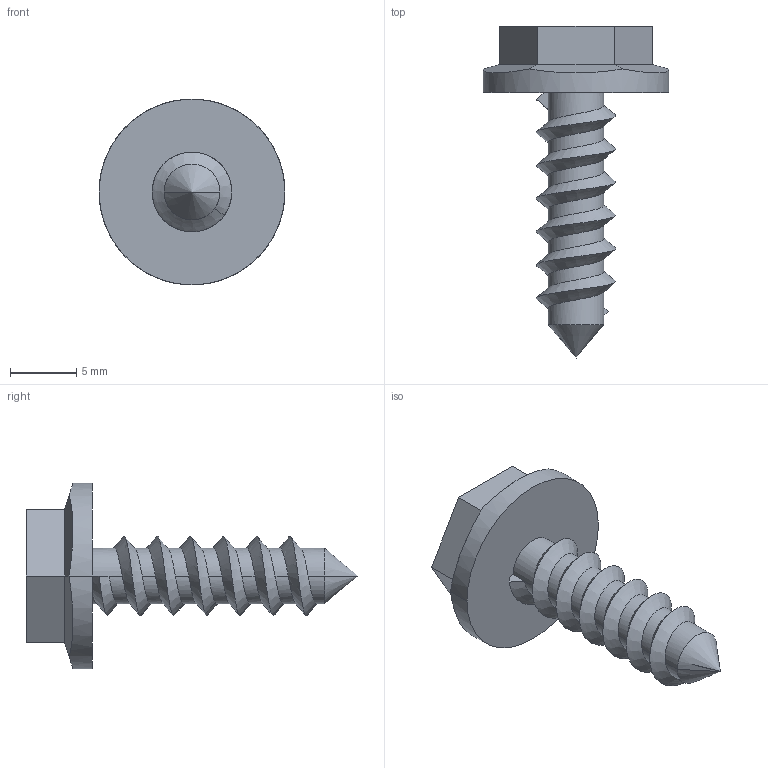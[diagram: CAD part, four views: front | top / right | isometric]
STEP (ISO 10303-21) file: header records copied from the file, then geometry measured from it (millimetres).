
FILE_DESCRIPTION((''),'2;1');
FILE_NAME('121','2021-08-01T',('Administrator'),(''),'CREO PARAMETRIC BY PTC INC, 2015380','CREO PARAMETRIC BY PTC INC, 2015380','');
FILE_SCHEMA(('CONFIG_CONTROL_DESIGN'));
Length unit declared in the file: millimetre
Products named in the file (1): 121
Bounding box: 14 x 25 x 14 mm (x, y, z)
Volume: 829.4 mm3; surface area: 931.8 mm2
Topology: 1 solids, 1 shells, 56 faces, 147 edges, 93 vertices
Faces by surface type: plane 35, cylinder 15, bspline 4, cone 2
Entity records: 2829 total; most frequent: CARTESIAN_POINT 1509, ORIENTED_EDGE 290, DIRECTION 218, EDGE_CURVE 145, VERTEX_POINT 93, VECTOR 92, LINE 92, AXIS2_PLACEMENT_3D 63
